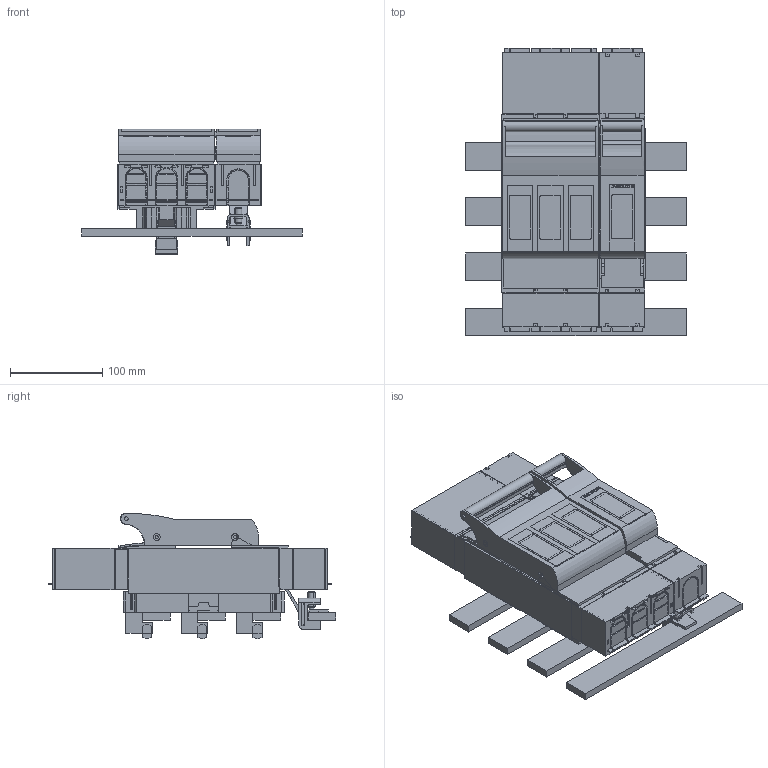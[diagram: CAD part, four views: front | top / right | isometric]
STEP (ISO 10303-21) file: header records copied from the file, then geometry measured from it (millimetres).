
FILE_DESCRIPTION(('CATIA V5 STEP'),'2;1');
FILE_NAME('T0633_L_KETO-00-4_60_Ao_F.stp','2019-02-04T13:32:44+00:00',('none'),('Jean Müller GmbH'),'CATIA Version 5 Release 19 SP 9 (IN-10)','CATIA V5 STEP AP214','none');
FILE_SCHEMA(('AUTOMOTIVE_DESIGN { 1 0 10303 214 1 1 1 1 }'));
Products named in the file (33): T0633_L_KETO-00-4_60_Ao_F; T0633_03_L_KETO-00-3_60_Ao; 34171_L_Abdeckung oben Gr00_3-polig; 34172_L_Abdeckung unten Gr00_3-polig; 158594_L_Anschlussschiene L1; 158595_L_Anschlussschiene L2; 158596_L_Anschlussschiene L3; 34200_L_Frontplatte Gr00_3-polig; 5491_10_SK-Klemme kpl  Trenner Gr00; 153126_L01_Federkontakt Gr00; 34178_L_Trennergehaeuse Gr00-3-polig_SST; 34207_L01_Scheibe Gr00-KETO; 65716_Sechskantschraube mit Ring M8x16_Z4_DIN933; T0630_L02_KETO-00-1-fuer 4-polig; 34207_L_Scheibe Gr00; 34174_L_Trennergehaeuse Gr00_1-polig; 34175_L_Abdeckung oben Gr00-1-polig; 34176_L_Abdeckung unten Gr00_1-polig; 34199_L_Frontplatte Gr00_1-polig; 34263_L_Anschlussraumabdeckung lang-KETO-00-1; 34209_L_Anschlussraumabdeckung lang KETO-00; 68369_Zylinderstift ISO 8734 - 6x26 - A - St; 85915_Isolierhülse; 67107_Rohrniet B4x03x6; 85916_Rastniet; 31916_Verbindungsclip; Abgang oben; T0633_04_Sammelschienensystem 60mm-5-polig; 59372_L_Klemmbuegel; 34177_L_Anschlussraumabdeckung Gr00_3-polig; 66003_Gewindestift DIN 915 M8x20; 158653_Anschlussschiene N; 34173_L_Anschlussraumabdeckung kurz
Assembly tree (48 placements, depth 3):
  T0633_L_KETO-00-4_60_Ao_F
    T0633_03_L_KETO-00-3_60_Ao
      34171_L_Abdeckung oben Gr00_3-polig
      34172_L_Abdeckung unten Gr00_3-polig
      158594_L_Anschlussschiene L1
      158595_L_Anschlussschiene L2
      158596_L_Anschlussschiene L3
      34200_L_Frontplatte Gr00_3-polig
      5491_10_SK-Klemme kpl  Trenner Gr00  x3
      153126_L01_Federkontakt Gr00  x3
      34178_L_Trennergehaeuse Gr00-3-polig_SST
      34207_L01_Scheibe Gr00-KETO  x3
      65716_Sechskantschraube mit Ring M8x16_Z4_DIN933
    T0630_L02_KETO-00-1-fuer 4-polig
      34207_L_Scheibe Gr00
      153126_L01_Federkontakt Gr00  x2
      34174_L_Trennergehaeuse Gr00_1-polig
      34175_L_Abdeckung oben Gr00-1-polig
      34176_L_Abdeckung unten Gr00_1-polig
      34199_L_Frontplatte Gr00_1-polig
      65716_Sechskantschraube mit Ring M8x16_Z4_DIN933  x2
    34263_L_Anschlussraumabdeckung lang-KETO-00-1
    34209_L_Anschlussraumabdeckung lang KETO-00
    68369_Zylinderstift ISO 8734 - 6x26 - A - St
    85915_Isolierhülse  x2
    67107_Rohrniet B4x03x6  x2
    85916_Rastniet  x4
    31916_Verbindungsclip  x2
    Abgang oben
      T0633_04_Sammelschienensystem 60mm-5-polig
      59372_L_Klemmbuegel
      34177_L_Anschlussraumabdeckung Gr00_3-polig
      66003_Gewindestift DIN 915 M8x20
      158653_Anschlussschiene N
      34173_L_Anschlussraumabdeckung kurz
Bounding box: 240 x 312.51 x 136.49 mm (x, y, z)
Volume: 1495715.8 mm3; surface area: 689947.5 mm2
Topology: 51 solids, 53 shells, 5216 faces, 15367 edges, 10135 vertices
Faces by surface type: plane 4155, cylinder 736, cone 194, torus 91, sphere 32, bspline 8
Entity records: 138428 total; most frequent: CARTESIAN_POINT 27859, ORIENTED_EDGE 25678, DIRECTION 17587, EDGE_CURVE 12839, VECTOR 10777, LINE 10777, VERTEX_POINT 8559, EDGE_LOOP 4540
